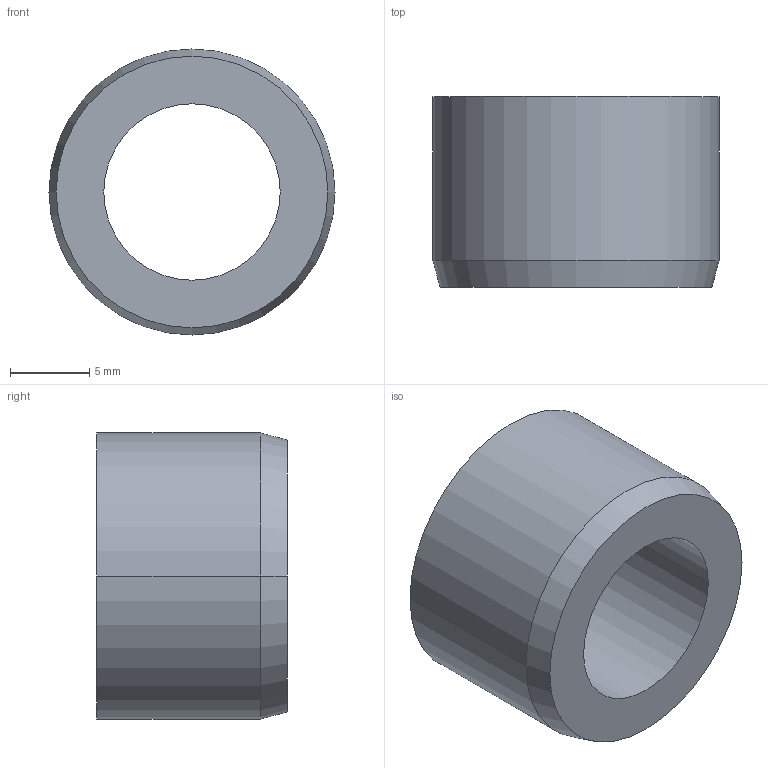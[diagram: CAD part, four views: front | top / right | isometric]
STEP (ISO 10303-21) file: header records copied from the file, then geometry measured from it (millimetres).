
FILE_DESCRIPTION(('STEP AP214'),'1');
FILE_NAME('HALDERN_EH_23112_0613.stp','2017-08-10T07:37:32',('TraceParts'),('TraceParts S.A.'),'Spatial InterOp 3D',' ',' ');
FILE_SCHEMA(('automotive_design'));
Length unit declared in the file: millimetre
Products named in the file (1): HALDERN_EH_23112_0613
Bounding box: 18 x 12 x 18 mm (x, y, z)
Volume: 1839 mm3; surface area: 1360.4 mm2
Topology: 1 solids, 1 shells, 10 faces, 23 edges, 15 vertices
Faces by surface type: cylinder 4, torus 2, cone 2, plane 2
Entity records: 396 total; most frequent: DIRECTION 62, CARTESIAN_POINT 49, ORIENTED_EDGE 46, AXIS2_PLACEMENT_3D 28, EDGE_CURVE 23, CIRCLE 17, VERTEX_POINT 15, EDGE_LOOP 12
